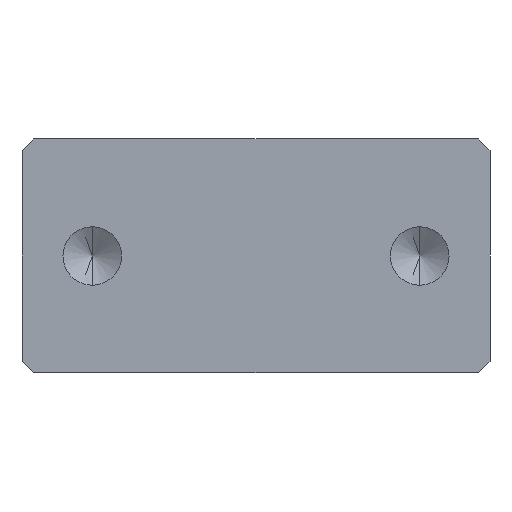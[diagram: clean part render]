
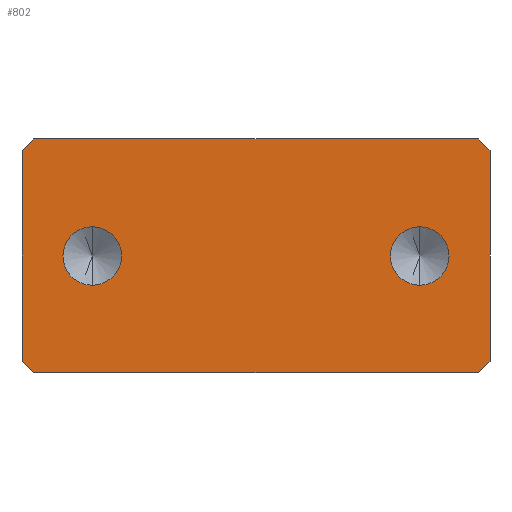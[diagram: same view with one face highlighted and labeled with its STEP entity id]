
A CAD part, front view. The second image highlights one B-rep face of the part: STEP entity #802.
In plain terms, the highlighted planar face has unit normal (0, -1, 0).
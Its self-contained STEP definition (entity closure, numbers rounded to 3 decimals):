
#15 = LINE ( 'NONE', #929, #370 ) ;
#26 = ORIENTED_EDGE ( 'NONE', *, *, #582, .T. ) ;
#53 = AXIS2_PLACEMENT_3D ( 'NONE', #116, #896, #573 ) ;
#61 = LINE ( 'NONE', #822, #248 ) ;
#70 = DIRECTION ( 'NONE',  ( 0., 0., -1. ) ) ;
#74 = PLANE ( 'NONE',  #947 ) ;
#93 = LINE ( 'NONE', #146, #571 ) ;
#94 = DIRECTION ( 'NONE',  ( 0., 0., -1. ) ) ;
#106 = CARTESIAN_POINT ( 'NONE',  ( 14., 0., -2.5 ) ) ;
#116 = CARTESIAN_POINT ( 'NONE',  ( -14., 0., 0. ) ) ;
#117 = CIRCLE ( 'NONE', #53, 2.5 ) ;
#141 = VERTEX_POINT ( 'NONE', #772 ) ;
#146 = CARTESIAN_POINT ( 'NONE',  ( 20., 0., 10. ) ) ;
#164 = VECTOR ( 'NONE', #691, 1000. ) ;
#175 = DIRECTION ( 'NONE',  ( 1., 0., 0. ) ) ;
#177 = DIRECTION ( 'NONE',  ( 0.707, 0., -0.707 ) ) ;
#181 = EDGE_CURVE ( 'NONE', #373, #348, #258, .T. ) ;
#200 = VERTEX_POINT ( 'NONE', #106 ) ;
#203 = DIRECTION ( 'NONE',  ( 0.707, 0., 0.707 ) ) ;
#217 = VERTEX_POINT ( 'NONE', #334 ) ;
#225 = CARTESIAN_POINT ( 'NONE',  ( -20., 0., 9. ) ) ;
#248 = VECTOR ( 'NONE', #203, 1000. ) ;
#258 = LINE ( 'NONE', #880, #352 ) ;
#270 = ORIENTED_EDGE ( 'NONE', *, *, #786, .T. ) ;
#285 = VERTEX_POINT ( 'NONE', #320 ) ;
#290 = CARTESIAN_POINT ( 'NONE',  ( -20., 0., -10. ) ) ;
#293 = CARTESIAN_POINT ( 'NONE',  ( 20., 0., 9. ) ) ;
#303 = DIRECTION ( 'NONE',  ( 0., 0., -1. ) ) ;
#308 = AXIS2_PLACEMENT_3D ( 'NONE', #969, #645, #333 ) ;
#311 = CARTESIAN_POINT ( 'NONE',  ( -20., 0., 10. ) ) ;
#319 = DIRECTION ( 'NONE',  ( -0.707, 0., 0.707 ) ) ;
#320 = CARTESIAN_POINT ( 'NONE',  ( 14., 0., 2.5 ) ) ;
#333 = DIRECTION ( 'NONE',  ( 0., 0., -1. ) ) ;
#334 = CARTESIAN_POINT ( 'NONE',  ( 19., 0., -10. ) ) ;
#345 = ORIENTED_EDGE ( 'NONE', *, *, #377, .F. ) ;
#348 = VERTEX_POINT ( 'NONE', #789 ) ;
#352 = VECTOR ( 'NONE', #177, 1000. ) ;
#354 = VERTEX_POINT ( 'NONE', #386 ) ;
#370 = VECTOR ( 'NONE', #319, 1000. ) ;
#373 = VERTEX_POINT ( 'NONE', #381 ) ;
#376 = ORIENTED_EDGE ( 'NONE', *, *, #968, .F. ) ;
#377 = EDGE_CURVE ( 'NONE', #908, #141, #898, .T. ) ;
#381 = CARTESIAN_POINT ( 'NONE',  ( -20., 0., -9. ) ) ;
#385 = CARTESIAN_POINT ( 'NONE',  ( 14., 0., 0. ) ) ;
#386 = CARTESIAN_POINT ( 'NONE',  ( 20., 0., -9. ) ) ;
#390 = VECTOR ( 'NONE', #912, 1000. ) ;
#391 = VECTOR ( 'NONE', #921, 1000. ) ;
#397 = DIRECTION ( 'NONE',  ( 0., -1., 0. ) ) ;
#427 = CARTESIAN_POINT ( 'NONE',  ( -20., 0., 10. ) ) ;
#439 = VERTEX_POINT ( 'NONE', #805 ) ;
#440 = ORIENTED_EDGE ( 'NONE', *, *, #704, .F. ) ;
#446 = EDGE_CURVE ( 'NONE', #141, #908, #117, .T. ) ;
#449 = ORIENTED_EDGE ( 'NONE', *, *, #814, .F. ) ;
#459 = LINE ( 'NONE', #311, #391 ) ;
#466 = LINE ( 'NONE', #926, #164 ) ;
#484 = AXIS2_PLACEMENT_3D ( 'NONE', #694, #548, #94 ) ;
#505 = EDGE_LOOP ( 'NONE', ( #823, #345 ) ) ;
#515 = ORIENTED_EDGE ( 'NONE', *, *, #882, .T. ) ;
#517 = EDGE_CURVE ( 'NONE', #846, #439, #641, .T. ) ;
#538 = CARTESIAN_POINT ( 'NONE',  ( 0., 0., 0. ) ) ;
#539 = EDGE_CURVE ( 'NONE', #217, #348, #883, .T. ) ;
#545 = CARTESIAN_POINT ( 'NONE',  ( -19., 0., 10. ) ) ;
#548 = DIRECTION ( 'NONE',  ( 0., -1., 0. ) ) ;
#554 = FACE_BOUND ( 'NONE', #505, .T. ) ;
#571 = VECTOR ( 'NONE', #698, 1000. ) ;
#573 = DIRECTION ( 'NONE',  ( 0., 0., -1. ) ) ;
#582 = EDGE_CURVE ( 'NONE', #217, #354, #61, .T. ) ;
#587 = CIRCLE ( 'NONE', #308, 2.5 ) ;
#596 = ORIENTED_EDGE ( 'NONE', *, *, #697, .F. ) ;
#607 = ORIENTED_EDGE ( 'NONE', *, *, #181, .T. ) ;
#641 = LINE ( 'NONE', #427, #911 ) ;
#645 = DIRECTION ( 'NONE',  ( 0., -1., 0. ) ) ;
#683 = VERTEX_POINT ( 'NONE', #225 ) ;
#691 = DIRECTION ( 'NONE',  ( -0.707, 0., -0.707 ) ) ;
#693 = FACE_OUTER_BOUND ( 'NONE', #748, .T. ) ;
#694 = CARTESIAN_POINT ( 'NONE',  ( -14., 0., 0. ) ) ;
#697 = EDGE_CURVE ( 'NONE', #900, #354, #93, .T. ) ;
#698 = DIRECTION ( 'NONE',  ( 0., 0., -1. ) ) ;
#704 = EDGE_CURVE ( 'NONE', #285, #200, #812, .T. ) ;
#748 = EDGE_LOOP ( 'NONE', ( #449, #607, #833, #26, #596, #270, #841, #515 ) ) ;
#760 = DIRECTION ( 'NONE',  ( 0., -1., 0. ) ) ;
#772 = CARTESIAN_POINT ( 'NONE',  ( -14., 0., -2.5 ) ) ;
#786 = EDGE_CURVE ( 'NONE', #900, #439, #15, .T. ) ;
#789 = CARTESIAN_POINT ( 'NONE',  ( -19., 0., -10. ) ) ;
#802 = ADVANCED_FACE ( 'NONE', ( #554, #872, #693 ), #74, .T. ) ;
#805 = CARTESIAN_POINT ( 'NONE',  ( 19., 0., 10. ) ) ;
#812 = CIRCLE ( 'NONE', #976, 2.5 ) ;
#814 = EDGE_CURVE ( 'NONE', #373, #683, #459, .T. ) ;
#822 = CARTESIAN_POINT ( 'NONE',  ( 14.5, 0., -14.5 ) ) ;
#823 = ORIENTED_EDGE ( 'NONE', *, *, #446, .F. ) ;
#833 = ORIENTED_EDGE ( 'NONE', *, *, #539, .F. ) ;
#841 = ORIENTED_EDGE ( 'NONE', *, *, #517, .F. ) ;
#846 = VERTEX_POINT ( 'NONE', #545 ) ;
#872 = FACE_BOUND ( 'NONE', #989, .T. ) ;
#880 = CARTESIAN_POINT ( 'NONE',  ( -14.5, 0., -14.5 ) ) ;
#882 = EDGE_CURVE ( 'NONE', #846, #683, #466, .T. ) ;
#883 = LINE ( 'NONE', #290, #390 ) ;
#896 = DIRECTION ( 'NONE',  ( 0., -1., 0. ) ) ;
#898 = CIRCLE ( 'NONE', #484, 2.5 ) ;
#900 = VERTEX_POINT ( 'NONE', #293 ) ;
#908 = VERTEX_POINT ( 'NONE', #1004 ) ;
#911 = VECTOR ( 'NONE', #175, 1000. ) ;
#912 = DIRECTION ( 'NONE',  ( -1., 0., 0. ) ) ;
#921 = DIRECTION ( 'NONE',  ( 0., 0., 1. ) ) ;
#926 = CARTESIAN_POINT ( 'NONE',  ( -14.5, 0., 14.5 ) ) ;
#929 = CARTESIAN_POINT ( 'NONE',  ( 14.5, 0., 14.5 ) ) ;
#947 = AXIS2_PLACEMENT_3D ( 'NONE', #538, #760, #70 ) ;
#968 = EDGE_CURVE ( 'NONE', #200, #285, #587, .T. ) ;
#969 = CARTESIAN_POINT ( 'NONE',  ( 14., 0., 0. ) ) ;
#976 = AXIS2_PLACEMENT_3D ( 'NONE', #385, #397, #303 ) ;
#989 = EDGE_LOOP ( 'NONE', ( #376, #440 ) ) ;
#1004 = CARTESIAN_POINT ( 'NONE',  ( -14., 0., 2.5 ) ) ;
